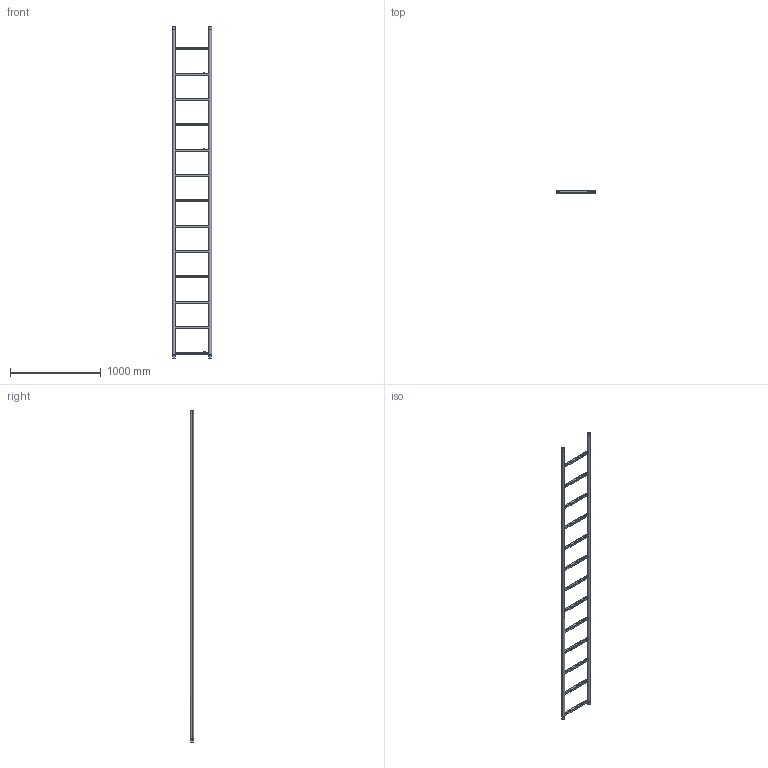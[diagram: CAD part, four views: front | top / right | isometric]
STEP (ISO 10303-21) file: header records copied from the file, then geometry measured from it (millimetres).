
FILE_DESCRIPTION (( 'STEP AP203' ), '1' );
FILE_NAME ('5284000013.STEP', '2024-04-24T14:20:37', ( '' ), ( '' ), 'SwSTEP 2.0', 'SolidWorks 2022', '' );
FILE_SCHEMA (( 'CONFIG_CONTROL_DESIGN' ));
Length unit declared in the file: metre
Products named in the file (1): 5284000013
Bounding box: 433.7 x 33.7 x 3666 mm (x, y, z)
Volume: 2069392.7 mm3; surface area: 2092137.4 mm2
Topology: 15 solids, 15 shells, 1430 faces, 3778 edges, 2300 vertices
Faces by surface type: plane 420, cone 320, cylinder 271, torus 224, bspline 195
Entity records: 54039 total; most frequent: CARTESIAN_POINT 19634, ORIENTED_EDGE 7556, DIRECTION 6974, EDGE_CURVE 3778, AXIS2_PLACEMENT_3D 2652, VERTEX_POINT 2300, LINE 1670, VECTOR 1670
